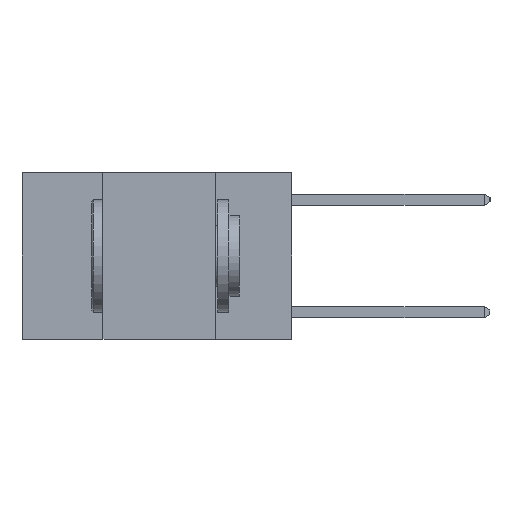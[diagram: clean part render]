
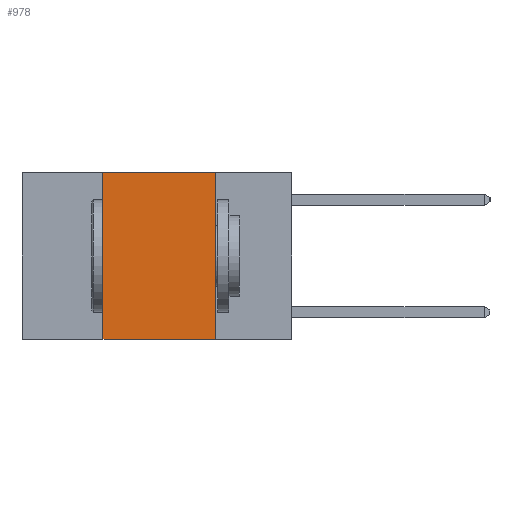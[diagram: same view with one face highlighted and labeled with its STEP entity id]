
A CAD part, left-side view. The second image highlights one B-rep face of the part: STEP entity #978.
In plain terms, the highlighted planar face has unit normal (-1, 0, 0).
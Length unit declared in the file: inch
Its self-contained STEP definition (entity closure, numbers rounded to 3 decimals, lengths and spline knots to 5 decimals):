
#184 = PLANE ( 'NONE',  #6443 ) ;
#634 = DIRECTION ( 'NONE',  ( 0., 0., 1. ) ) ;
#978 = ADVANCED_FACE ( 'NONE', ( #6800 ), #184, .F. ) ;
#1426 = ORIENTED_EDGE ( 'NONE', *, *, #11540, .T. ) ;
#1798 = VERTEX_POINT ( 'NONE', #5700 ) ;
#1841 = ORIENTED_EDGE ( 'NONE', *, *, #11595, .F. ) ;
#1917 = VECTOR ( 'NONE', #634, 39.37008 ) ;
#2197 = LINE ( 'NONE', #8092, #1917 ) ;
#2425 = VERTEX_POINT ( 'NONE', #8925 ) ;
#2853 = VECTOR ( 'NONE', #10041, 39.37008 ) ;
#3542 = DIRECTION ( 'NONE',  ( 0., 0., -1. ) ) ;
#3775 = CARTESIAN_POINT ( 'NONE',  ( 0., 0.6, 0. ) ) ;
#3839 = CARTESIAN_POINT ( 'NONE',  ( 0., 0.17, 0. ) ) ;
#4365 = CARTESIAN_POINT ( 'NONE',  ( 0., 0.42, -0.37 ) ) ;
#4434 = EDGE_CURVE ( 'NONE', #9128, #1798, #7757, .T. ) ;
#4528 = CARTESIAN_POINT ( 'NONE',  ( 0., 0.6, 0. ) ) ;
#4996 = VECTOR ( 'NONE', #5434, 39.37008 ) ;
#5289 = LINE ( 'NONE', #7394, #2853 ) ;
#5419 = VECTOR ( 'NONE', #6537, 39.37008 ) ;
#5434 = DIRECTION ( 'NONE',  ( 0., -1., 0. ) ) ;
#5700 = CARTESIAN_POINT ( 'NONE',  ( 0., 0.17, -0.37 ) ) ;
#6443 = AXIS2_PLACEMENT_3D ( 'NONE', #3775, #7139, #3542 ) ;
#6537 = DIRECTION ( 'NONE',  ( 0., 0., -1. ) ) ;
#6800 = FACE_OUTER_BOUND ( 'NONE', #9038, .T. ) ;
#7139 = DIRECTION ( 'NONE',  ( 1., 0., 0. ) ) ;
#7394 = CARTESIAN_POINT ( 'NONE',  ( 0., 0.6, -0.37 ) ) ;
#7409 = VERTEX_POINT ( 'NONE', #4365 ) ;
#7757 = LINE ( 'NONE', #3839, #5419 ) ;
#8092 = CARTESIAN_POINT ( 'NONE',  ( 0., 0.42, 0. ) ) ;
#8925 = CARTESIAN_POINT ( 'NONE',  ( 0., 0.42, 0. ) ) ;
#9038 = EDGE_LOOP ( 'NONE', ( #10613, #1841, #10815, #1426 ) ) ;
#9128 = VERTEX_POINT ( 'NONE', #10960 ) ;
#10041 = DIRECTION ( 'NONE',  ( 0., -1., 0. ) ) ;
#10613 = ORIENTED_EDGE ( 'NONE', *, *, #4434, .F. ) ;
#10815 = ORIENTED_EDGE ( 'NONE', *, *, #11624, .F. ) ;
#10960 = CARTESIAN_POINT ( 'NONE',  ( 0., 0.17, 0. ) ) ;
#11540 = EDGE_CURVE ( 'NONE', #7409, #1798, #5289, .T. ) ;
#11595 = EDGE_CURVE ( 'NONE', #2425, #9128, #11758, .T. ) ;
#11624 = EDGE_CURVE ( 'NONE', #7409, #2425, #2197, .T. ) ;
#11758 = LINE ( 'NONE', #4528, #4996 ) ;
